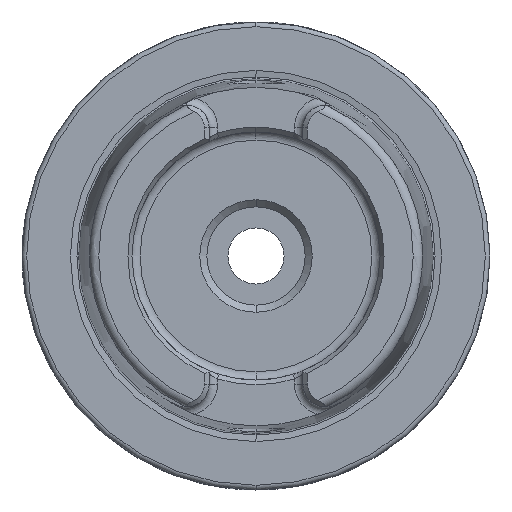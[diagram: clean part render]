
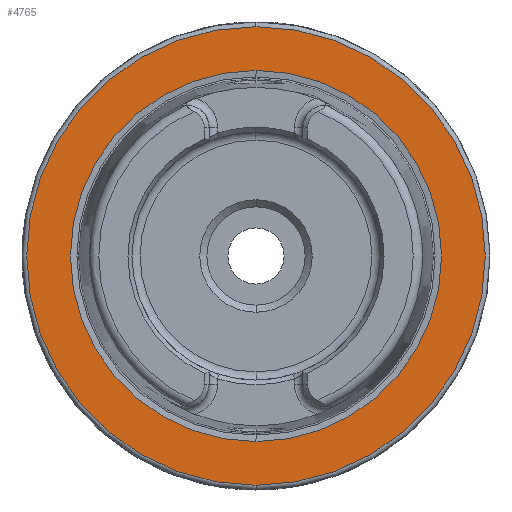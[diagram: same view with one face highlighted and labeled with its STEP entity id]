
A CAD part, left-side view. The second image highlights one B-rep face of the part: STEP entity #4765.
In plain terms, the highlighted planar face has unit normal (-1, 0, 0).
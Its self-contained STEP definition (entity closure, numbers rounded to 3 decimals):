
#359 = EDGE_LOOP ( 'NONE', ( #4608, #4727 ) ) ;
#442 = EDGE_CURVE ( 'NONE', #453, #1566, #3584, .T. ) ;
#453 = VERTEX_POINT ( 'NONE', #2585 ) ;
#601 = CARTESIAN_POINT ( 'NONE',  ( 0., 0., -49. ) ) ;
#698 = DIRECTION ( 'NONE',  ( 1., 0., 0. ) ) ;
#956 = CIRCLE ( 'NONE', #1855, 49. ) ;
#990 = DIRECTION ( 'NONE',  ( 1., 0., 0. ) ) ;
#1027 = FACE_BOUND ( 'NONE', #4957, .T. ) ;
#1251 = VERTEX_POINT ( 'NONE', #4911 ) ;
#1566 = VERTEX_POINT ( 'NONE', #5411 ) ;
#1772 = ORIENTED_EDGE ( 'NONE', *, *, #1791, .T. ) ;
#1791 = EDGE_CURVE ( 'NONE', #1566, #453, #3786, .T. ) ;
#1855 = AXIS2_PLACEMENT_3D ( 'NONE', #3837, #698, #4361 ) ;
#1922 = VERTEX_POINT ( 'NONE', #601 ) ;
#2119 = DIRECTION ( 'NONE',  ( 1., 0., 0. ) ) ;
#2585 = CARTESIAN_POINT ( 'NONE',  ( 0., 0., 39.647 ) ) ;
#2836 = CARTESIAN_POINT ( 'NONE',  ( 0., 0., 0. ) ) ;
#2977 = DIRECTION ( 'NONE',  ( -1., 0., 0. ) ) ;
#3010 = AXIS2_PLACEMENT_3D ( 'NONE', #6097, #2977, #6637 ) ;
#3348 = DIRECTION ( 'NONE',  ( 0., 0., -1. ) ) ;
#3584 = CIRCLE ( 'NONE', #6720, 39.647 ) ;
#3755 = EDGE_CURVE ( 'NONE', #1251, #1922, #956, .T. ) ;
#3786 = CIRCLE ( 'NONE', #5825, 39.647 ) ;
#3837 = CARTESIAN_POINT ( 'NONE',  ( 0., 0., 0. ) ) ;
#3950 = CIRCLE ( 'NONE', #4616, 49. ) ;
#3995 = PLANE ( 'NONE',  #3010 ) ;
#4133 = DIRECTION ( 'NONE',  ( 0., 0., -1. ) ) ;
#4361 = DIRECTION ( 'NONE',  ( 0., 0., -1. ) ) ;
#4608 = ORIENTED_EDGE ( 'NONE', *, *, #5135, .F. ) ;
#4616 = AXIS2_PLACEMENT_3D ( 'NONE', #2836, #6497, #3348 ) ;
#4652 = CARTESIAN_POINT ( 'NONE',  ( 0., 0., 0. ) ) ;
#4727 = ORIENTED_EDGE ( 'NONE', *, *, #3755, .F. ) ;
#4765 = ADVANCED_FACE ( 'NONE', ( #1027, #5206 ), #3995, .T. ) ;
#4911 = CARTESIAN_POINT ( 'NONE',  ( 0., 0., 49. ) ) ;
#4957 = EDGE_LOOP ( 'NONE', ( #5786, #1772 ) ) ;
#5135 = EDGE_CURVE ( 'NONE', #1922, #1251, #3950, .T. ) ;
#5206 = FACE_OUTER_BOUND ( 'NONE', #359, .T. ) ;
#5243 = CARTESIAN_POINT ( 'NONE',  ( 0., 0., 0. ) ) ;
#5411 = CARTESIAN_POINT ( 'NONE',  ( 0., 0., -39.647 ) ) ;
#5766 = DIRECTION ( 'NONE',  ( 0., 0., -1. ) ) ;
#5786 = ORIENTED_EDGE ( 'NONE', *, *, #442, .T. ) ;
#5825 = AXIS2_PLACEMENT_3D ( 'NONE', #5243, #2119, #5766 ) ;
#6097 = CARTESIAN_POINT ( 'NONE',  ( 0., 39.647, 0. ) ) ;
#6497 = DIRECTION ( 'NONE',  ( 1., 0., 0. ) ) ;
#6637 = DIRECTION ( 'NONE',  ( 0., 0., 1. ) ) ;
#6720 = AXIS2_PLACEMENT_3D ( 'NONE', #4652, #990, #4133 ) ;
